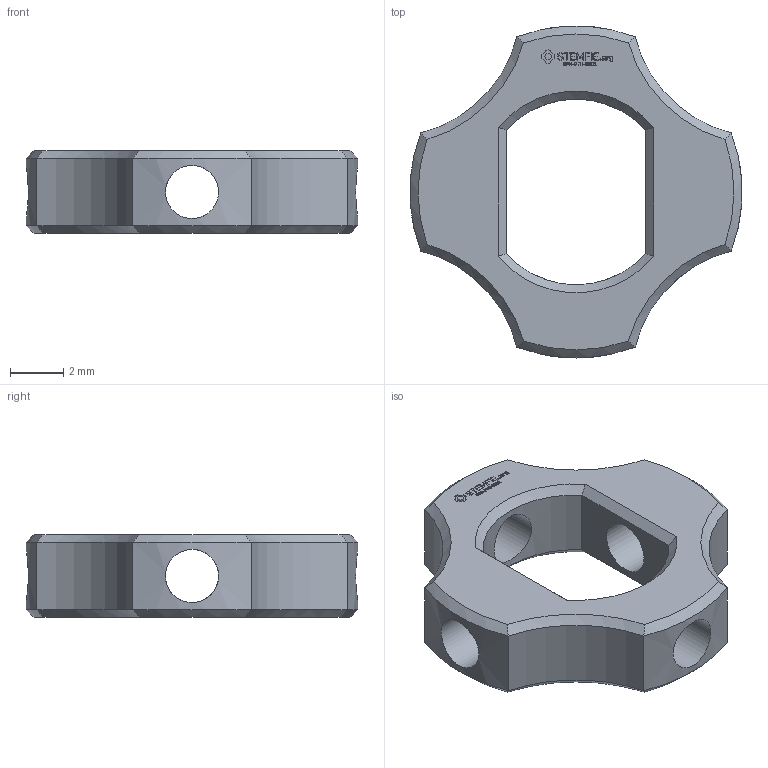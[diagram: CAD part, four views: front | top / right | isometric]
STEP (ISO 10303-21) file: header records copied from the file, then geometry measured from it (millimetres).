
FILE_DESCRIPTION(('FreeCAD Model'),'2;1');
FILE_NAME('Open CASCADE Shape Model','2024-06-15T23:54:18',(''),(''), 'Open CASCADE STEP processor 7.6','FreeCAD','Unknown');
FILE_SCHEMA(('AUTOMOTIVE_DESIGN { 1 0 10303 214 1 1 1 1 }'));
Length unit declared in the file: millimetre
Products named in the file (1): Power-Transmission Hub PLN IDX FXD BU00.25 - SPN-PTH-0001 
(stemfie.org)
Bounding box: 12.5 x 12.5 x 3.12 mm (x, y, z)
Volume: 181.2 mm3; surface area: 369.4 mm2
Topology: 1 solids, 1 shells, 486 faces, 1334 edges, 882 vertices
Faces by surface type: plane 314, extrusion 138, cone 20, cylinder 14
Full cylindrical faces by diameter (mm): 2 x4
Entity records: 15717 total; most frequent: CARTESIAN_POINT 3818, ORIENTED_EDGE 2668, DIRECTION 1952, EDGE_CURVE 1334, VECTOR 1122, LINE 984, VERTEX_POINT 882, FACE_BOUND 528
